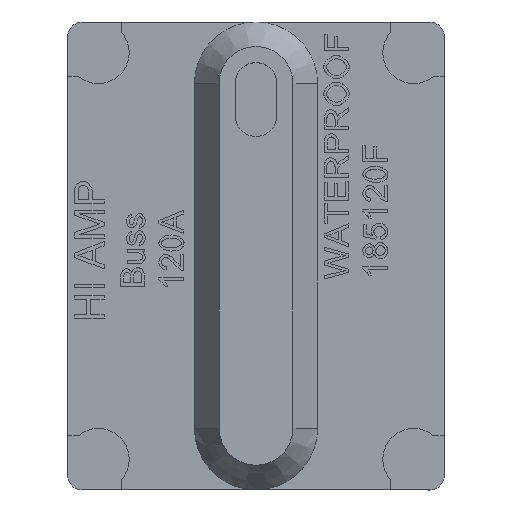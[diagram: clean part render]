
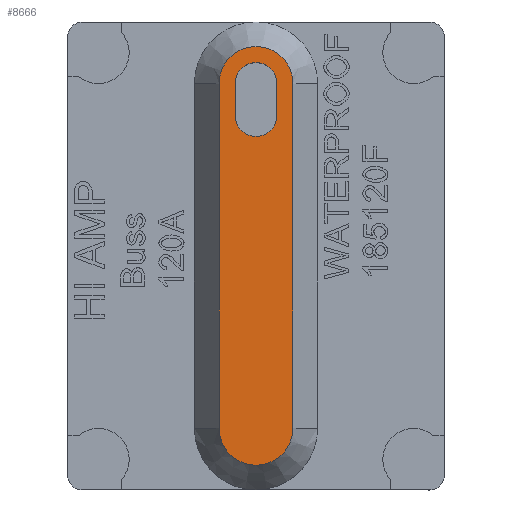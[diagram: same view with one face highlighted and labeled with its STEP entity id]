
A CAD part, top view. The second image highlights one B-rep face of the part: STEP entity #8666.
In plain terms, the highlighted planar face has unit normal (0, 0, 1).
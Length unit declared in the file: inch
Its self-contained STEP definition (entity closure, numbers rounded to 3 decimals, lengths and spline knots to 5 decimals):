
#48=CIRCLE('',#8968,0.085);
#50=CIRCLE('',#8972,0.085);
#51=CIRCLE('',#8977,0.15);
#54=CIRCLE('',#8981,0.15);
#101=FACE_BOUND('',#1597,.T.);
#1086=FACE_OUTER_BOUND('',#1596,.T.);
#1596=EDGE_LOOP('',(#7866,#7867,#7868,#7869));
#1597=EDGE_LOOP('',(#7870,#7871,#7872,#7873));
#2453=LINE('',#15394,#3320);
#2457=LINE('',#15404,#3324);
#2459=LINE('',#15411,#3326);
#2465=LINE('',#15429,#3332);
#3320=VECTOR('',#10436,0.13);
#3324=VECTOR('',#10448,0.13);
#3326=VECTOR('',#10454,1.4);
#3332=VECTOR('',#10474,1.4);
#4151=VERTEX_POINT('',#15385);
#4152=VERTEX_POINT('',#15387);
#4154=VERTEX_POINT('',#15393);
#4156=VERTEX_POINT('',#15399);
#4158=VERTEX_POINT('',#15408);
#4159=VERTEX_POINT('',#15410);
#4162=VERTEX_POINT('',#15417);
#4163=VERTEX_POINT('',#15422);
#5383=EDGE_CURVE('',#4152,#4151,#48,.T.);
#5386=EDGE_CURVE('',#4154,#4152,#2453,.T.);
#5389=EDGE_CURVE('',#4156,#4154,#50,.T.);
#5392=EDGE_CURVE('',#4151,#4156,#2457,.T.);
#5394=EDGE_CURVE('',#4158,#4159,#2459,.T.);
#5398=EDGE_CURVE('',#4162,#4158,#51,.T.);
#5402=EDGE_CURVE('',#4159,#4163,#54,.T.);
#5404=EDGE_CURVE('',#4163,#4162,#2465,.T.);
#7866=ORIENTED_EDGE('',*,*,#5394,.F.);
#7867=ORIENTED_EDGE('',*,*,#5398,.F.);
#7868=ORIENTED_EDGE('',*,*,#5404,.F.);
#7869=ORIENTED_EDGE('',*,*,#5402,.F.);
#7870=ORIENTED_EDGE('',*,*,#5383,.T.);
#7871=ORIENTED_EDGE('',*,*,#5392,.T.);
#7872=ORIENTED_EDGE('',*,*,#5389,.T.);
#7873=ORIENTED_EDGE('',*,*,#5386,.T.);
#8172=PLANE('',#8985);
#8666=ADVANCED_FACE('',(#1086,#101),#8172,.T.);
#8968=AXIS2_PLACEMENT_3D('',#15388,#10430,#10431);
#8972=AXIS2_PLACEMENT_3D('',#15400,#10442,#10443);
#8977=AXIS2_PLACEMENT_3D('',#15419,#10460,#10461);
#8981=AXIS2_PLACEMENT_3D('',#15426,#10469,#10470);
#8985=AXIS2_PLACEMENT_3D('',#15435,#10482,#10483);
#10430=DIRECTION('center_axis',(0.,0.,
-1.));
#10431=DIRECTION('ref_axis',(-1.,0.,0.));
#10436=DIRECTION('',(0.,-1.,0.));
#10442=DIRECTION('center_axis',(0.,0.,
-1.));
#10443=DIRECTION('ref_axis',(1.,0.,0.));
#10448=DIRECTION('',(0.,1.,0.));
#10454=DIRECTION('',(0.,1.,0.));
#10460=DIRECTION('center_axis',(0.,0.,
-1.));
#10461=DIRECTION('ref_axis',(-1.,0.,0.));
#10469=DIRECTION('center_axis',(0.,0.,
-1.));
#10470=DIRECTION('ref_axis',(1.,0.,0.));
#10474=DIRECTION('',(0.,-1.,0.));
#10482=DIRECTION('center_axis',(0.,0.,
1.));
#10483=DIRECTION('ref_axis',(1.,0.,0.));
#15385=CARTESIAN_POINT('',(-1.21448,0.68915,0.41));
#15387=CARTESIAN_POINT('',(-1.04448,0.68915,0.41));
#15388=CARTESIAN_POINT('Origin',(-1.12948,0.68915,0.41));
#15393=CARTESIAN_POINT('',(-1.04448,0.81915,0.41));
#15394=CARTESIAN_POINT('',(-1.04448,0.40415,0.41));
#15399=CARTESIAN_POINT('',(-1.21448,0.81915,0.41));
#15400=CARTESIAN_POINT('Origin',(-1.12948,0.81915,0.41));
#15404=CARTESIAN_POINT('',(-1.21448,0.46915,0.41));
#15408=CARTESIAN_POINT('',(-1.27948,-0.58085,0.41));
#15410=CARTESIAN_POINT('',(-1.27948,0.81915,0.41));
#15411=CARTESIAN_POINT('',(-1.27948,-0.23085,0.41));
#15417=CARTESIAN_POINT('',(-0.97948,-0.58085,0.41));
#15419=CARTESIAN_POINT('Origin',(-1.12948,-0.58085,0.41));
#15422=CARTESIAN_POINT('',(-0.97948,0.81915,0.41));
#15426=CARTESIAN_POINT('Origin',(-1.12948,0.81915,0.41));
#15429=CARTESIAN_POINT('',(-0.97948,0.46915,0.41));
#15435=CARTESIAN_POINT('Origin',(-1.12948,0.11915,0.41));
